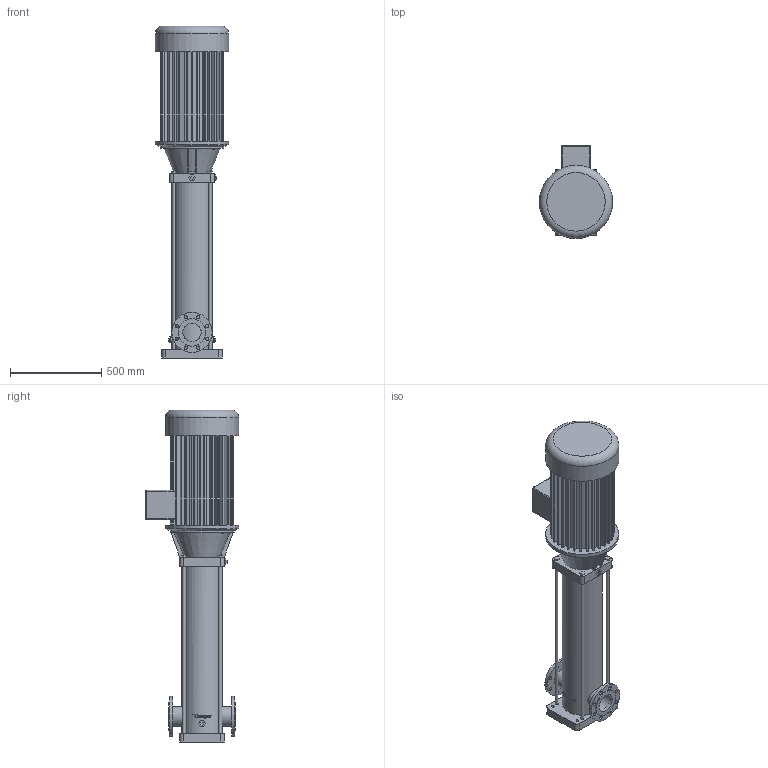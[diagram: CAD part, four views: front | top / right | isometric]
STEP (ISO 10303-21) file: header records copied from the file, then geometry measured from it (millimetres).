
FILE_DESCRIPTION(('STEP AP203'), '1');
FILE_NAME('曶笴 岈64-60(-1)...70(-1,-2)', '', ('UNSPECIFIED'), ('UNSPECIFIED'), 'C3D Converter', 'C3D Toolkit', '');
FILE_SCHEMA(('CONFIG_CONTROL_DESIGN'));
Length unit declared in the file: millimetre
Bounding box: 400 x 510 x 1816 mm (x, y, z)
Volume: 114259893.9 mm3; surface area: 3225184.5 mm2
Topology: 1 solids, 1 shells, 527 faces, 1480 edges, 1003 vertices
Faces by surface type: plane 367, cylinder 147, bspline 6, cone 5, torus 2
Full cylindrical faces by diameter (mm): 14 x4, 18 x20, 32 x2, 100 x2, 108 x2, 150 x2, 220 x3, 350 x1, 400 x2
Entity records: 23685 total; most frequent: CARTESIAN_POINT 6204, ORIENTED_EDGE 2716, DIRECTION 2627, EDGE_CURVE 1358, VERTEX_POINT 919, LINE 879, VECTOR 879, AXIS2_PLACEMENT_3D 874
